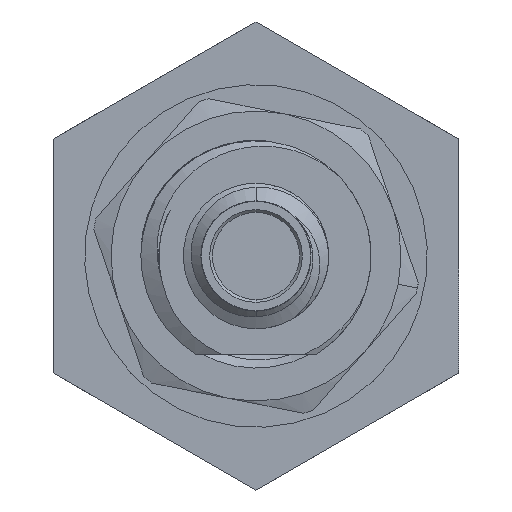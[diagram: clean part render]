
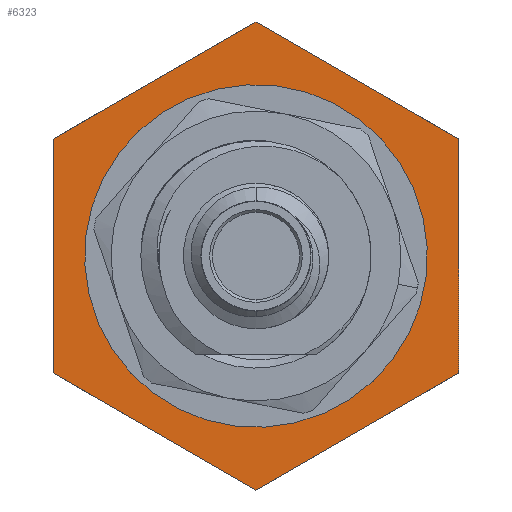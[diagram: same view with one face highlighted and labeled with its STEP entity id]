
A CAD part, front view. The second image highlights one B-rep face of the part: STEP entity #6323.
In plain terms, the highlighted planar face has unit normal (0, -1, 0).
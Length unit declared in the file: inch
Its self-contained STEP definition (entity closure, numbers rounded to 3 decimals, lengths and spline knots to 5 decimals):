
#54 = LINE ( 'NONE', #1271, #9171 ) ;
#77 = CARTESIAN_POINT ( 'NONE',  ( 0.21875, -0.17992, -0.1263 ) ) ;
#176 = VECTOR ( 'NONE', #1815, 39.37008 ) ;
#479 = VERTEX_POINT ( 'NONE', #77 ) ;
#673 = VECTOR ( 'NONE', #3683, 39.37008 ) ;
#723 = VERTEX_POINT ( 'NONE', #8119 ) ;
#1177 = ORIENTED_EDGE ( 'NONE', *, *, #11708, .F. ) ;
#1210 = CARTESIAN_POINT ( 'NONE',  ( -0.21875, -0.17992, -0.1263 ) ) ;
#1271 = CARTESIAN_POINT ( 'NONE',  ( -0.21875, -0.17992, -0.1263 ) ) ;
#1311 = EDGE_CURVE ( 'NONE', #723, #14005, #14743, .T. ) ;
#1491 = EDGE_LOOP ( 'NONE', ( #3838, #7139 ) ) ;
#1803 = ORIENTED_EDGE ( 'NONE', *, *, #10374, .F. ) ;
#1815 = DIRECTION ( 'NONE',  ( 0.866, 0., 0.5 ) ) ;
#1991 = FACE_OUTER_BOUND ( 'NONE', #12721, .T. ) ;
#2648 = DIRECTION ( 'NONE',  ( 0., 0., 1. ) ) ;
#2724 = CARTESIAN_POINT ( 'NONE',  ( 0.21875, -0.17992, 0.1263 ) ) ;
#2823 = DIRECTION ( 'NONE',  ( 0.866, 0., -0.5 ) ) ;
#2974 = VERTEX_POINT ( 'NONE', #3423 ) ;
#3037 = DIRECTION ( 'NONE',  ( 0., -1., 0. ) ) ;
#3371 = CARTESIAN_POINT ( 'NONE',  ( 0., -0.17992, 0. ) ) ;
#3423 = CARTESIAN_POINT ( 'NONE',  ( 0., -0.17992, 0.25259 ) ) ;
#3450 = AXIS2_PLACEMENT_3D ( 'NONE', #10226, #14575, #7586 ) ;
#3683 = DIRECTION ( 'NONE',  ( -0.866, 0., -0.5 ) ) ;
#3838 = ORIENTED_EDGE ( 'NONE', *, *, #6491, .F. ) ;
#3884 = EDGE_CURVE ( 'NONE', #14005, #5861, #54, .T. ) ;
#3955 = VERTEX_POINT ( 'NONE', #2724 ) ;
#4114 = VECTOR ( 'NONE', #4233, 39.37008 ) ;
#4233 = DIRECTION ( 'NONE',  ( -0.866, 0., 0.5 ) ) ;
#4618 = CARTESIAN_POINT ( 'NONE',  ( 0.21875, -0.17992, -0.1263 ) ) ;
#4648 = LINE ( 'NONE', #9342, #11536 ) ;
#4831 = VERTEX_POINT ( 'NONE', #15120 ) ;
#4919 = AXIS2_PLACEMENT_3D ( 'NONE', #3371, #5598, #8202 ) ;
#5415 = CARTESIAN_POINT ( 'NONE',  ( 0., -0.17992, 0. ) ) ;
#5598 = DIRECTION ( 'NONE',  ( 0., -1., 0. ) ) ;
#5677 = EDGE_CURVE ( 'NONE', #3955, #479, #4648, .T. ) ;
#5861 = VERTEX_POINT ( 'NONE', #8179 ) ;
#6323 = ADVANCED_FACE ( 'NONE', ( #9911, #1991 ), #6679, .T. ) ;
#6491 = EDGE_CURVE ( 'NONE', #6819, #4831, #11308, .T. ) ;
#6679 = PLANE ( 'NONE',  #3450 ) ;
#6812 = AXIS2_PLACEMENT_3D ( 'NONE', #5415, #3037, #10035 ) ;
#6819 = VERTEX_POINT ( 'NONE', #7865 ) ;
#6854 = ORIENTED_EDGE ( 'NONE', *, *, #1311, .F. ) ;
#7139 = ORIENTED_EDGE ( 'NONE', *, *, #10660, .F. ) ;
#7586 = DIRECTION ( 'NONE',  ( 0., 0., -1. ) ) ;
#7865 = CARTESIAN_POINT ( 'NONE',  ( 0., -0.17992, -0.1811 ) ) ;
#7989 = LINE ( 'NONE', #11885, #9045 ) ;
#8119 = CARTESIAN_POINT ( 'NONE',  ( 0., -0.17992, -0.25259 ) ) ;
#8179 = CARTESIAN_POINT ( 'NONE',  ( -0.21875, -0.17992, 0.1263 ) ) ;
#8202 = DIRECTION ( 'NONE',  ( 0., 0., -1. ) ) ;
#8533 = ORIENTED_EDGE ( 'NONE', *, *, #5677, .F. ) ;
#8863 = EDGE_CURVE ( 'NONE', #5861, #2974, #13568, .T. ) ;
#8889 = CARTESIAN_POINT ( 'NONE',  ( -0.21875, -0.17992, 0.1263 ) ) ;
#9045 = VECTOR ( 'NONE', #2823, 39.37008 ) ;
#9171 = VECTOR ( 'NONE', #2648, 39.37008 ) ;
#9342 = CARTESIAN_POINT ( 'NONE',  ( 0.21875, -0.17992, 0.1263 ) ) ;
#9911 = FACE_BOUND ( 'NONE', #1491, .T. ) ;
#10035 = DIRECTION ( 'NONE',  ( 0., 0., -1. ) ) ;
#10130 = ORIENTED_EDGE ( 'NONE', *, *, #3884, .F. ) ;
#10226 = CARTESIAN_POINT ( 'NONE',  ( 0., -0.17992, 0. ) ) ;
#10374 = EDGE_CURVE ( 'NONE', #479, #723, #14204, .T. ) ;
#10660 = EDGE_CURVE ( 'NONE', #4831, #6819, #13684, .T. ) ;
#11308 = CIRCLE ( 'NONE', #4919, 0.1811 ) ;
#11536 = VECTOR ( 'NONE', #14013, 39.37008 ) ;
#11708 = EDGE_CURVE ( 'NONE', #2974, #3955, #7989, .T. ) ;
#11885 = CARTESIAN_POINT ( 'NONE',  ( 0., -0.17992, 0.25259 ) ) ;
#12449 = CARTESIAN_POINT ( 'NONE',  ( 0., -0.17992, -0.25259 ) ) ;
#12721 = EDGE_LOOP ( 'NONE', ( #1803, #8533, #1177, #15060, #10130, #6854 ) ) ;
#13568 = LINE ( 'NONE', #8889, #176 ) ;
#13684 = CIRCLE ( 'NONE', #6812, 0.1811 ) ;
#14005 = VERTEX_POINT ( 'NONE', #1210 ) ;
#14013 = DIRECTION ( 'NONE',  ( 0., 0., -1. ) ) ;
#14204 = LINE ( 'NONE', #4618, #673 ) ;
#14575 = DIRECTION ( 'NONE',  ( 0., -1., 0. ) ) ;
#14743 = LINE ( 'NONE', #12449, #4114 ) ;
#15060 = ORIENTED_EDGE ( 'NONE', *, *, #8863, .F. ) ;
#15120 = CARTESIAN_POINT ( 'NONE',  ( 0., -0.17992, 0.1811 ) ) ;
